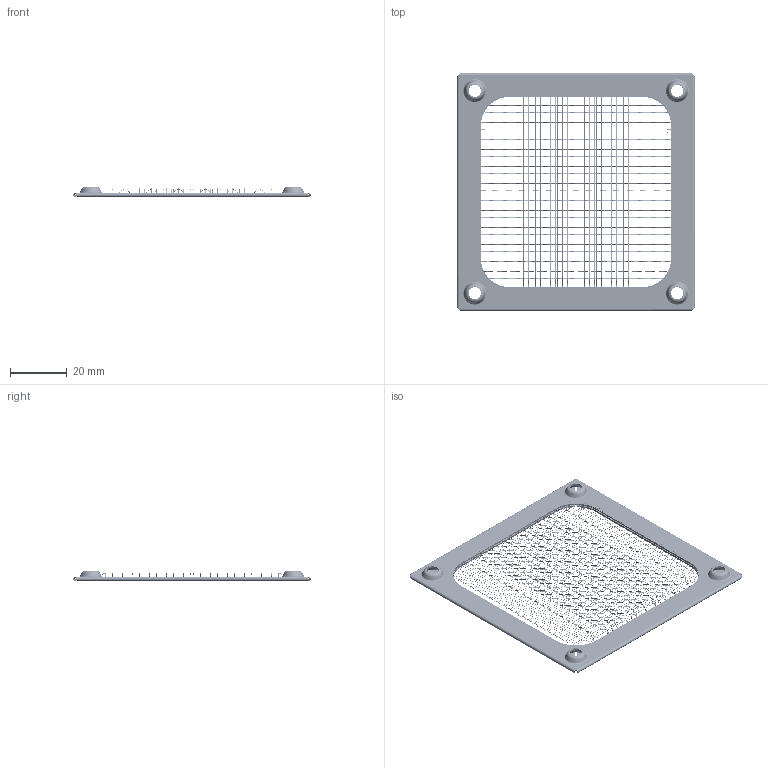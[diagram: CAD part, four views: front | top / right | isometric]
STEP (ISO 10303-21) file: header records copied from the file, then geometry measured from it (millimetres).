
FILE_DESCRIPTION (( 'STEP AP203' ), '1' );
FILE_NAME ('WMG80.stp', '2025-07-22T16:46:54', ( '' ), ( '' ), 'SwSTEP 2.0', 'SolidWorks 2018', '' );
FILE_SCHEMA (( 'CONFIG_CONTROL_DESIGN' ));
Length unit declared in the file: millimetre
Products named in the file (1): WMG80
Bounding box: 83.82 x 83.82 x 3.5 mm (x, y, z)
Volume: 3129.8 mm3; surface area: 14006.8 mm2
Topology: 232 solids, 232 shells, 9582 faces, 18746 edges, 9636 vertices
Faces by surface type: torus 8422, cylinder 708, plane 428, cone 16, bspline 8
Entity records: 261142 total; most frequent: CARTESIAN_POINT 55044, DIRECTION 54802, ORIENTED_EDGE 37492, AXIS2_PLACEMENT_3D 27033, EDGE_CURVE 18746, CIRCLE 17458, VERTEX_POINT 9636, EDGE_LOOP 9600
